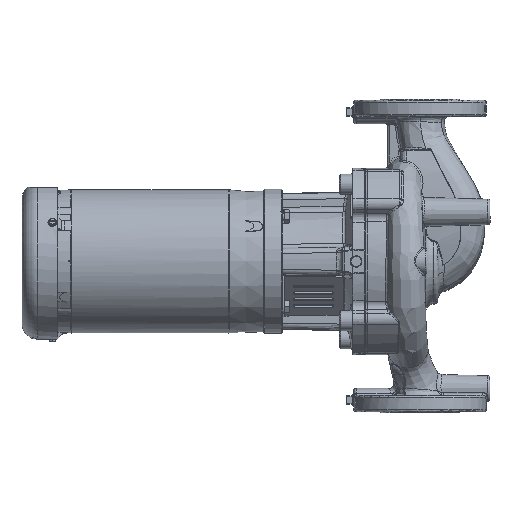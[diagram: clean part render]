
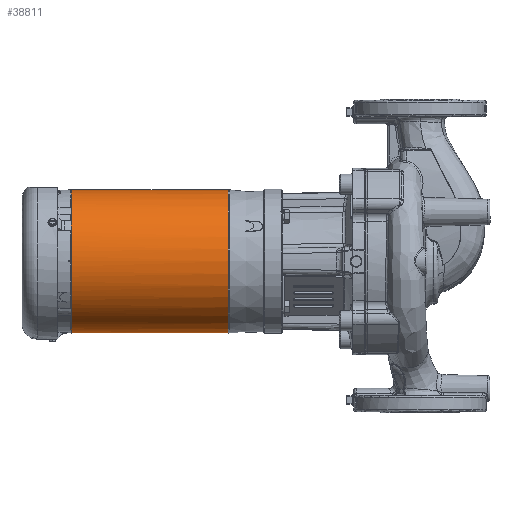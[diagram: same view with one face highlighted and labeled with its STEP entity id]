
A CAD part, left-side view. The second image highlights one B-rep face of the part: STEP entity #38811.
In plain terms, the highlighted cylindrical face has radius 83.972 mm (diameter 167.945 mm), a full revolution.
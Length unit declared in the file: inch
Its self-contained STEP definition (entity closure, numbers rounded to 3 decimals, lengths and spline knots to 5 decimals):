
#1253=FACE_BOUND('',#10548,.T.);
#2204=CYLINDRICAL_SURFACE('',#41884,3.306);
#3978=LINE('',#143174,#6076);
#3979=LINE('',#143177,#6077);
#3980=LINE('',#143207,#6078);
#6076=VECTOR('',#49638,3.306);
#6077=VECTOR('',#49639,39.37008);
#6078=VECTOR('',#49642,39.37008);
#8393=FACE_OUTER_BOUND('',#10547,.T.);
#10547=EDGE_LOOP('',(#33074,#33075,#33076,#33077,#33078,#33079));
#10548=EDGE_LOOP('',(#33080,#33081,#33082,#33083,#33084,#33085,#33086,#33087));
#12383=B_SPLINE_CURVE_WITH_KNOTS('',3,(#143179,#143180,#143181,#143182,
#143183,#143184,#143185,#143186,#143187,#143188,#143189,#143190),
 .UNSPECIFIED.,.F.,.F.,(4,2,2,2,2,4),(0.,0.25029,
0.49899,0.74666,0.87199,0.99737),
 .UNSPECIFIED.);
#12384=B_SPLINE_CURVE_WITH_KNOTS('',3,(#143194,#143195,#143196,#143197,
#143198,#143199,#143200,#143201,#143202,#143203,#143204,#143205),
 .UNSPECIFIED.,.F.,.F.,(4,2,2,2,2,4),(0.,0.12491,
0.24976,0.49657,0.7444,0.9939),
 .UNSPECIFIED.);
#12385=B_SPLINE_CURVE_WITH_KNOTS('',3,(#143209,#143210,#143211,#143212,
#143213,#143214,#143215,#143216,#143217,#143218,#143219,#143220),
 .UNSPECIFIED.,.F.,.F.,(4,2,2,2,2,4),(0.,0.25029,
0.49899,0.74666,0.87199,0.99737),
 .UNSPECIFIED.);
#12386=B_SPLINE_CURVE_WITH_KNOTS('',3,(#143223,#143224,#143225,#143226,
#143227,#143228,#143229,#143230,#143231,#143232,#143233,#143234),
 .UNSPECIFIED.,.F.,.F.,(4,2,2,2,2,4),(0.,0.12491,
0.24976,0.49657,0.7444,0.9939),
 .UNSPECIFIED.);
#13714=CIRCLE('',#41882,3.306);
#13715=CIRCLE('',#41883,3.306);
#13716=CIRCLE('',#41885,3.306);
#13717=CIRCLE('',#41886,3.306);
#13718=CIRCLE('',#41887,3.306);
#13719=CIRCLE('',#41888,3.306);
#17379=VERTEX_POINT('',#143165);
#17380=VERTEX_POINT('',#143166);
#17381=VERTEX_POINT('',#143170);
#17382=VERTEX_POINT('',#143171);
#17383=VERTEX_POINT('',#143175);
#17384=VERTEX_POINT('',#143176);
#17385=VERTEX_POINT('',#143178);
#17386=VERTEX_POINT('',#143191);
#17387=VERTEX_POINT('',#143193);
#17388=VERTEX_POINT('',#143206);
#17389=VERTEX_POINT('',#143208);
#17390=VERTEX_POINT('',#143221);
#23025=EDGE_CURVE('',#17379,#17380,#13714,.T.);
#23026=EDGE_CURVE('',#17380,#17379,#13715,.T.);
#23027=EDGE_CURVE('',#17381,#17382,#13716,.T.);
#23028=EDGE_CURVE('',#17382,#17381,#13717,.T.);
#23029=EDGE_CURVE('',#17382,#17380,#3978,.T.);
#23030=EDGE_CURVE('',#17383,#17384,#3979,.T.);
#23031=EDGE_CURVE('',#17383,#17385,#12383,.T.);
#23032=EDGE_CURVE('',#17385,#17386,#13718,.T.);
#23033=EDGE_CURVE('',#17386,#17387,#12384,.T.);
#23034=EDGE_CURVE('',#17388,#17387,#3980,.T.);
#23035=EDGE_CURVE('',#17388,#17389,#12385,.T.);
#23036=EDGE_CURVE('',#17390,#17389,#13719,.T.);
#23037=EDGE_CURVE('',#17390,#17384,#12386,.T.);
#33074=ORIENTED_EDGE('',*,*,#23027,.F.);
#33075=ORIENTED_EDGE('',*,*,#23028,.F.);
#33076=ORIENTED_EDGE('',*,*,#23029,.T.);
#33077=ORIENTED_EDGE('',*,*,#23026,.T.);
#33078=ORIENTED_EDGE('',*,*,#23025,.T.);
#33079=ORIENTED_EDGE('',*,*,#23029,.F.);
#33080=ORIENTED_EDGE('',*,*,#23030,.F.);
#33081=ORIENTED_EDGE('',*,*,#23031,.T.);
#33082=ORIENTED_EDGE('',*,*,#23032,.T.);
#33083=ORIENTED_EDGE('',*,*,#23033,.T.);
#33084=ORIENTED_EDGE('',*,*,#23034,.F.);
#33085=ORIENTED_EDGE('',*,*,#23035,.T.);
#33086=ORIENTED_EDGE('',*,*,#23036,.F.);
#33087=ORIENTED_EDGE('',*,*,#23037,.T.);
#38811=ADVANCED_FACE('',(#8393,#1253),#2204,.T.);
#41882=AXIS2_PLACEMENT_3D('',#143167,#49628,#49629);
#41883=AXIS2_PLACEMENT_3D('',#143168,#49630,#49631);
#41884=AXIS2_PLACEMENT_3D('',#143169,#49632,#49633);
#41885=AXIS2_PLACEMENT_3D('',#143172,#49634,#49635);
#41886=AXIS2_PLACEMENT_3D('',#143173,#49636,#49637);
#41887=AXIS2_PLACEMENT_3D('',#143192,#49640,#49641);
#41888=AXIS2_PLACEMENT_3D('',#143222,#49643,#49644);
#49628=DIRECTION('center_axis',(0.,1.,0.));
#49629=DIRECTION('ref_axis',(1.,0.,0.));
#49630=DIRECTION('center_axis',(0.,1.,0.));
#49631=DIRECTION('ref_axis',(1.,0.,0.));
#49632=DIRECTION('center_axis',(0.,1.,0.));
#49633=DIRECTION('ref_axis',(1.,0.,0.));
#49634=DIRECTION('center_axis',(0.,1.,0.));
#49635=DIRECTION('ref_axis',(1.,0.,0.));
#49636=DIRECTION('center_axis',(0.,1.,0.));
#49637=DIRECTION('ref_axis',(1.,0.,0.));
#49638=DIRECTION('',(0.,-1.,0.));
#49639=DIRECTION('',(0.,-1.,0.));
#49640=DIRECTION('center_axis',(0.,1.,0.));
#49641=DIRECTION('ref_axis',(0.,0.,
1.));
#49642=DIRECTION('',(0.,1.,0.));
#49643=DIRECTION('center_axis',(0.,1.,0.));
#49644=DIRECTION('ref_axis',(0.,0.,
1.));
#143165=CARTESIAN_POINT('',(3.306,6.29036,0.));
#143166=CARTESIAN_POINT('',(-3.306,6.29036,0.));
#143167=CARTESIAN_POINT('Origin',(0.,6.29036,
0.));
#143168=CARTESIAN_POINT('Origin',(0.,6.29036,
0.));
#143169=CARTESIAN_POINT('Origin',(0.,6.25936,
0.));
#143170=CARTESIAN_POINT('',(3.306,13.54036,0.));
#143171=CARTESIAN_POINT('',(-3.306,13.54036,0.));
#143172=CARTESIAN_POINT('Origin',(0.,13.54036,
0.));
#143173=CARTESIAN_POINT('Origin',(0.,13.54036,
0.));
#143174=CARTESIAN_POINT('',(-3.306,6.25936,0.));
#143175=CARTESIAN_POINT('',(2.73083,13.19536,1.86339));
#143176=CARTESIAN_POINT('',(2.73083,10.94536,1.86339));
#143177=CARTESIAN_POINT('',(2.73083,6.25936,1.86339));
#143178=CARTESIAN_POINT('',(2.86264,13.44536,1.65376));
#143179=CARTESIAN_POINT('Ctrl Pts',(2.73083,13.19536,1.86339));
#143180=CARTESIAN_POINT('Ctrl Pts',(2.73083,13.2282,1.86339));
#143181=CARTESIAN_POINT('Ctrl Pts',(2.73446,13.26068,1.8581));
#143182=CARTESIAN_POINT('Ctrl Pts',(2.74834,13.32121,1.83751));
#143183=CARTESIAN_POINT('Ctrl Pts',(2.75838,13.34854,1.8225));
#143184=CARTESIAN_POINT('Ctrl Pts',(2.78324,13.39476,1.78431));
#143185=CARTESIAN_POINT('Ctrl Pts',(2.79777,13.41318,1.76153));
#143186=CARTESIAN_POINT('Ctrl Pts',(2.82141,13.43226,1.72322));
#143187=CARTESIAN_POINT('Ctrl Pts',(2.8296,13.43716,1.70975));
#143188=CARTESIAN_POINT('Ctrl Pts',(2.84612,13.44371,1.68211));
#143189=CARTESIAN_POINT('Ctrl Pts',(2.85444,13.44535,1.66796));
#143190=CARTESIAN_POINT('Ctrl Pts',(2.86264,13.44535,1.65376));
#143191=CARTESIAN_POINT('',(2.86264,13.44536,-1.65376));
#143192=CARTESIAN_POINT('Origin',(0.,13.44536,
0.));
#143193=CARTESIAN_POINT('',(2.73083,13.19536,-1.86339));
#143194=CARTESIAN_POINT('Ctrl Pts',(2.86264,13.44535,-1.65376));
#143195=CARTESIAN_POINT('Ctrl Pts',(2.85444,13.44535,-1.66796));
#143196=CARTESIAN_POINT('Ctrl Pts',(2.84613,13.44371,-1.6821));
#143197=CARTESIAN_POINT('Ctrl Pts',(2.82961,13.43716,-1.70974));
#143198=CARTESIAN_POINT('Ctrl Pts',(2.82143,13.43226,-1.7232));
#143199=CARTESIAN_POINT('Ctrl Pts',(2.79779,13.4132,-1.76151));
#143200=CARTESIAN_POINT('Ctrl Pts',(2.78325,13.39478,-1.78429));
#143201=CARTESIAN_POINT('Ctrl Pts',(2.75839,13.34857,-1.82249));
#143202=CARTESIAN_POINT('Ctrl Pts',(2.74834,13.32123,-1.8375));
#143203=CARTESIAN_POINT('Ctrl Pts',(2.73446,13.2607,-1.8581));
#143204=CARTESIAN_POINT('Ctrl Pts',(2.73083,13.22821,-1.86339));
#143205=CARTESIAN_POINT('Ctrl Pts',(2.73083,13.19536,-1.86339));
#143206=CARTESIAN_POINT('',(2.73083,10.94536,-1.86339));
#143207=CARTESIAN_POINT('',(2.73083,6.25936,-1.86339));
#143208=CARTESIAN_POINT('',(2.86264,10.69536,-1.65376));
#143209=CARTESIAN_POINT('Ctrl Pts',(2.73083,10.94536,-1.86339));
#143210=CARTESIAN_POINT('Ctrl Pts',(2.73083,10.91251,-1.86339));
#143211=CARTESIAN_POINT('Ctrl Pts',(2.73446,10.88003,-1.8581));
#143212=CARTESIAN_POINT('Ctrl Pts',(2.74834,10.81951,-1.83751));
#143213=CARTESIAN_POINT('Ctrl Pts',(2.75838,10.79217,-1.8225));
#143214=CARTESIAN_POINT('Ctrl Pts',(2.78324,10.74595,-1.78431));
#143215=CARTESIAN_POINT('Ctrl Pts',(2.79777,10.72753,-1.76153));
#143216=CARTESIAN_POINT('Ctrl Pts',(2.82141,10.70845,-1.72322));
#143217=CARTESIAN_POINT('Ctrl Pts',(2.8296,10.70355,-1.70975));
#143218=CARTESIAN_POINT('Ctrl Pts',(2.84612,10.697,-1.68211));
#143219=CARTESIAN_POINT('Ctrl Pts',(2.85444,10.69536,-1.66796));
#143220=CARTESIAN_POINT('Ctrl Pts',(2.86264,10.69536,-1.65376));
#143221=CARTESIAN_POINT('',(2.86264,10.69536,1.65376));
#143222=CARTESIAN_POINT('Origin',(0.,10.69536,
0.));
#143223=CARTESIAN_POINT('Ctrl Pts',(2.86264,10.69536,1.65376));
#143224=CARTESIAN_POINT('Ctrl Pts',(2.85444,10.69536,1.66796));
#143225=CARTESIAN_POINT('Ctrl Pts',(2.84613,10.697,1.6821));
#143226=CARTESIAN_POINT('Ctrl Pts',(2.82961,10.70355,1.70974));
#143227=CARTESIAN_POINT('Ctrl Pts',(2.82143,10.70845,1.7232));
#143228=CARTESIAN_POINT('Ctrl Pts',(2.79779,10.72751,1.76151));
#143229=CARTESIAN_POINT('Ctrl Pts',(2.78325,10.74593,1.78429));
#143230=CARTESIAN_POINT('Ctrl Pts',(2.75839,10.79214,1.82249));
#143231=CARTESIAN_POINT('Ctrl Pts',(2.74834,10.81948,1.8375));
#143232=CARTESIAN_POINT('Ctrl Pts',(2.73446,10.88001,1.8581));
#143233=CARTESIAN_POINT('Ctrl Pts',(2.73083,10.9125,1.86339));
#143234=CARTESIAN_POINT('Ctrl Pts',(2.73083,10.94536,1.86339));
